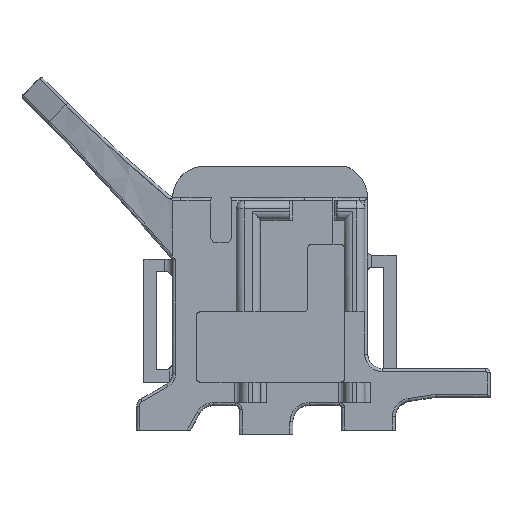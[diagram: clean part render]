
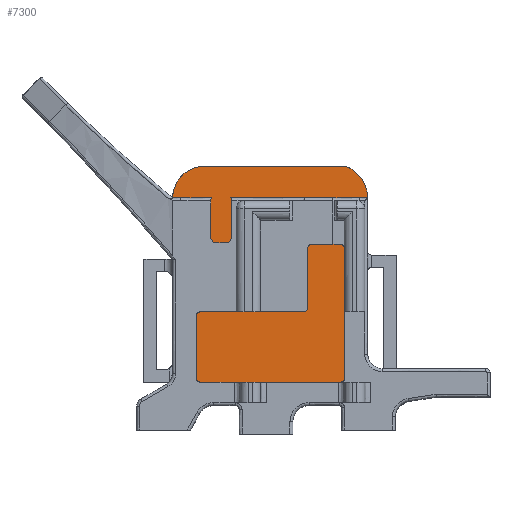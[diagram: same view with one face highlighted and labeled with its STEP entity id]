
A CAD part, top view. The second image highlights one B-rep face of the part: STEP entity #7300.
In plain terms, the highlighted planar face has unit normal (0, 0, 1).
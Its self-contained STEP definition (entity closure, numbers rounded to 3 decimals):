
#125=PLANE('',#7694);
#653=LINE('',#14971,#1385);
#656=LINE('',#14976,#1388);
#659=LINE('',#14981,#1391);
#660=LINE('',#14985,#1392);
#661=LINE('',#14988,#1393);
#662=LINE('',#14992,#1394);
#663=LINE('',#14995,#1395);
#1385=VECTOR('',#8650,10.);
#1388=VECTOR('',#8655,10.);
#1391=VECTOR('',#8660,10.);
#1392=VECTOR('',#8663,10.);
#1393=VECTOR('',#8666,10.);
#1394=VECTOR('',#8669,10.);
#1395=VECTOR('',#8672,10.);
#1993=FACE_OUTER_BOUND('',#2387,.T.);
#2387=EDGE_LOOP('',(#5985,#5986,#5987,#5988,#5989,#5990,#5991,#5992,#5993,
#5994,#5995,#5996));
#2634=CIRCLE('',#7660,8.227);
#2638=CIRCLE('',#7695,5.2);
#2639=CIRCLE('',#7696,7.727);
#2640=CIRCLE('',#7697,5.727);
#2641=CIRCLE('',#7698,5.727);
#3035=VERTEX_POINT('',#10269);
#3299=VERTEX_POINT('',#12224);
#3457=VERTEX_POINT('',#14968);
#3458=VERTEX_POINT('',#14970);
#3459=VERTEX_POINT('',#14975);
#3460=VERTEX_POINT('',#14980);
#3461=VERTEX_POINT('',#14982);
#3462=VERTEX_POINT('',#14984);
#3463=VERTEX_POINT('',#14987);
#3464=VERTEX_POINT('',#14989);
#3465=VERTEX_POINT('',#14991);
#3466=VERTEX_POINT('',#14993);
#4148=EDGE_CURVE('',#3035,#3299,#2634,.T.);
#4390=EDGE_CURVE('',#3458,#3457,#653,.T.);
#4393=EDGE_CURVE('',#3459,#3035,#656,.T.);
#4396=EDGE_CURVE('',#3299,#3460,#659,.T.);
#4397=EDGE_CURVE('',#3460,#3461,#2638,.T.);
#4398=EDGE_CURVE('',#3461,#3462,#660,.T.);
#4399=EDGE_CURVE('',#3462,#3458,#2639,.T.);
#4400=EDGE_CURVE('',#3457,#3463,#661,.T.);
#4401=EDGE_CURVE('',#3463,#3464,#2640,.T.);
#4402=EDGE_CURVE('',#3464,#3465,#662,.T.);
#4403=EDGE_CURVE('',#3465,#3466,#2641,.T.);
#4404=EDGE_CURVE('',#3466,#3459,#663,.T.);
#5985=ORIENTED_EDGE('',*,*,#4393,.T.);
#5986=ORIENTED_EDGE('',*,*,#4148,.T.);
#5987=ORIENTED_EDGE('',*,*,#4396,.T.);
#5988=ORIENTED_EDGE('',*,*,#4397,.T.);
#5989=ORIENTED_EDGE('',*,*,#4398,.T.);
#5990=ORIENTED_EDGE('',*,*,#4399,.T.);
#5991=ORIENTED_EDGE('',*,*,#4390,.T.);
#5992=ORIENTED_EDGE('',*,*,#4400,.T.);
#5993=ORIENTED_EDGE('',*,*,#4401,.T.);
#5994=ORIENTED_EDGE('',*,*,#4402,.T.);
#5995=ORIENTED_EDGE('',*,*,#4403,.T.);
#5996=ORIENTED_EDGE('',*,*,#4404,.T.);
#7300=ADVANCED_FACE('',(#1993),#125,.T.);
#7660=AXIS2_PLACEMENT_3D('',#12226,#8464,#8465);
#7694=AXIS2_PLACEMENT_3D('',#14979,#8658,#8659);
#7695=AXIS2_PLACEMENT_3D('',#14983,#8661,#8662);
#7696=AXIS2_PLACEMENT_3D('',#14986,#8664,#8665);
#7697=AXIS2_PLACEMENT_3D('',#14990,#8667,#8668);
#7698=AXIS2_PLACEMENT_3D('',#14994,#8670,#8671);
#8464=DIRECTION('center_axis',(0.,0.,1.));
#8465=DIRECTION('ref_axis',(1.,0.,0.));
#8650=DIRECTION('',(1.,0.,0.));
#8655=DIRECTION('',(1.,0.,0.));
#8658=DIRECTION('center_axis',(0.,0.,1.));
#8659=DIRECTION('ref_axis',(-1.,0.,0.));
#8660=DIRECTION('',(-1.,0.,0.));
#8661=DIRECTION('center_axis',(0.,0.,1.));
#8662=DIRECTION('ref_axis',(0.059,0.998,0.));
#8663=DIRECTION('',(-1.,0.,0.));
#8664=DIRECTION('center_axis',(0.,0.,1.));
#8665=DIRECTION('ref_axis',(0.,1.,0.));
#8666=DIRECTION('',(0.,-1.,0.));
#8667=DIRECTION('center_axis',(0.,0.,
1.));
#8668=DIRECTION('ref_axis',(0.,-1.,0.));
#8669=DIRECTION('',(1.,0.,0.));
#8670=DIRECTION('center_axis',(0.,0.,
1.));
#8671=DIRECTION('ref_axis',(1.,0.,0.));
#8672=DIRECTION('',(0.,1.,0.));
#10269=CARTESIAN_POINT('',(-338.291,212.79,-123.173));
#12224=CARTESIAN_POINT('',(-343.669,220.508,-123.173));
#12226=CARTESIAN_POINT('Origin',(-346.518,212.79,-123.173));
#14968=CARTESIAN_POINT('',(-383.861,212.79,-123.173));
#14970=CARTESIAN_POINT('',(-385.861,212.79,-123.173));
#14971=CARTESIAN_POINT('',(-383.861,212.79,-123.173));
#14975=CARTESIAN_POINT('',(-340.291,212.79,-123.173));
#14976=CARTESIAN_POINT('',(-340.291,212.79,-123.173));
#14979=CARTESIAN_POINT('Origin',(-362.076,191.331,-123.173));
#14980=CARTESIAN_POINT('',(-376.192,220.508,-123.173));
#14981=CARTESIAN_POINT('',(-352.873,220.508,-123.173));
#14982=CARTESIAN_POINT('',(-376.499,220.517,-123.173));
#14983=CARTESIAN_POINT('Origin',(-376.499,215.317,-123.173));
#14984=CARTESIAN_POINT('',(-378.133,220.517,-123.173));
#14985=CARTESIAN_POINT('',(-369.288,220.517,-123.173));
#14986=CARTESIAN_POINT('Origin',(-378.133,212.79,-123.173));
#14987=CARTESIAN_POINT('',(-383.861,169.872,-123.173));
#14988=CARTESIAN_POINT('',(-383.861,169.872,-123.173));
#14989=CARTESIAN_POINT('',(-378.133,164.145,-123.173));
#14990=CARTESIAN_POINT('Origin',(-378.133,169.872,-123.173));
#14991=CARTESIAN_POINT('',(-346.018,164.145,-123.173));
#14992=CARTESIAN_POINT('',(-346.018,164.145,-123.173));
#14993=CARTESIAN_POINT('',(-340.291,169.872,-123.173));
#14994=CARTESIAN_POINT('Origin',(-346.018,169.872,-123.173));
#14995=CARTESIAN_POINT('',(-340.291,212.79,-123.173));
